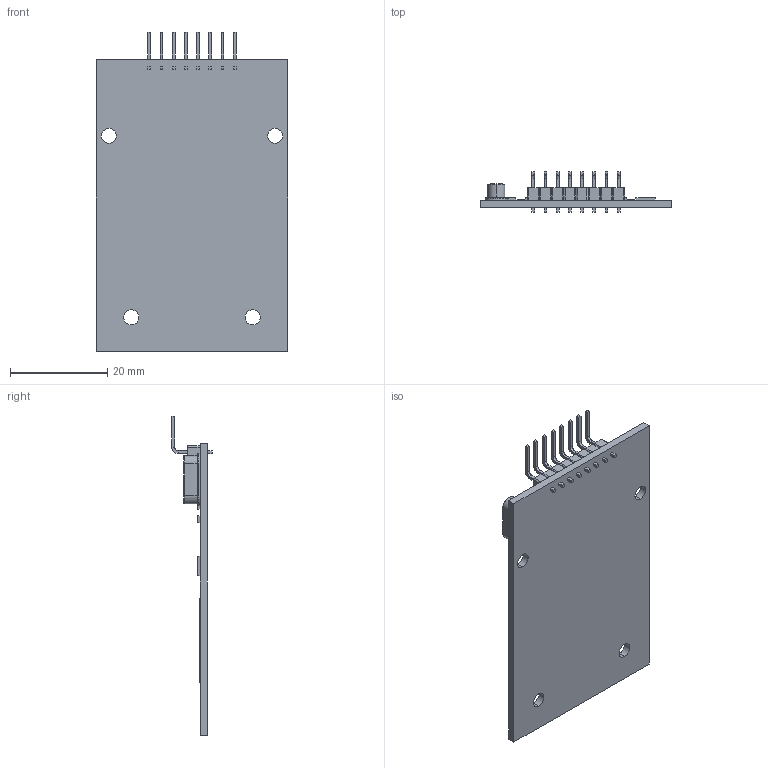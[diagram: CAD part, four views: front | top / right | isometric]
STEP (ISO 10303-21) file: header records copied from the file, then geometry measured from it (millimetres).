
FILE_DESCRIPTION (( 'STEP AP214' ), '1' );
FILE_NAME ('RC522.STEP', '2020-04-03T20:55:11', ( '' ), ( '' ), 'SwSTEP 2.0', 'SolidWorks 2016', '' );
FILE_SCHEMA (( 'AUTOMOTIVE_DESIGN' ));
Length unit declared in the file: millimetre
Products named in the file (1): RC522
Bounding box: 39.2 x 8.3 x 65.45 mm (x, y, z)
Volume: 3821.8 mm3; surface area: 5546.6 mm2
Topology: 1 solids, 1 shells, 426 faces, 1022 edges, 652 vertices
Faces by surface type: plane 310, cylinder 104, torus 12
Entity records: 16872 total; most frequent: CARTESIAN_POINT 2101, DIRECTION 2096, ORIENTED_EDGE 2044, EDGE_CURVE 1022, VECTOR 802, LINE 802, VERTEX_POINT 652, AXIS2_PLACEMENT_3D 647
